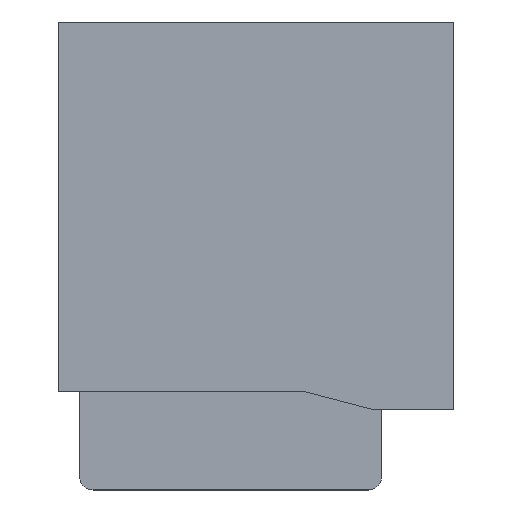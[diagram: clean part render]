
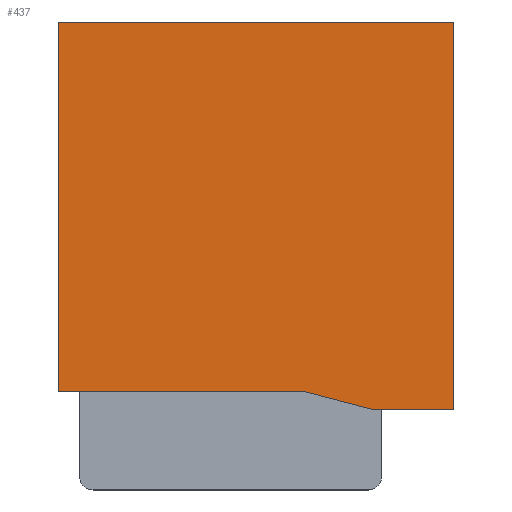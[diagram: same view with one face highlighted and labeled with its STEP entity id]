
A CAD part, top view. The second image highlights one B-rep face of the part: STEP entity #437.
In plain terms, the highlighted planar face has unit normal (0, 0, 1).
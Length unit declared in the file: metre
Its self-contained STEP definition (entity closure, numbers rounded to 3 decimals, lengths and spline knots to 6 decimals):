
#98=ORIENTED_EDGE('',*,*,#180,.F.);
#99=ORIENTED_EDGE('',*,*,#183,.T.);
#100=ORIENTED_EDGE('',*,*,#162,.T.);
#101=ORIENTED_EDGE('',*,*,#170,.F.);
#102=ORIENTED_EDGE('',*,*,#177,.F.);
#103=ORIENTED_EDGE('',*,*,#187,.F.);
#162=EDGE_CURVE('',#215,#214,#256,.T.);
#170=EDGE_CURVE('',#221,#214,#264,.T.);
#177=EDGE_CURVE('',#227,#221,#271,.T.);
#180=EDGE_CURVE('',#230,#231,#274,.T.);
#183=EDGE_CURVE('',#230,#215,#277,.T.);
#187=EDGE_CURVE('',#231,#227,#281,.T.);
#214=VERTEX_POINT('',#675);
#215=VERTEX_POINT('',#677);
#221=VERTEX_POINT('',#691);
#227=VERTEX_POINT('',#705);
#230=VERTEX_POINT('',#712);
#231=VERTEX_POINT('',#714);
#256=LINE('',#676,#306);
#264=LINE('',#692,#314);
#271=LINE('',#706,#321);
#274=LINE('',#713,#324);
#277=LINE('',#718,#327);
#281=LINE('',#724,#331);
#306=VECTOR('',#554,1.);
#314=VECTOR('',#564,1.);
#321=VECTOR('',#573,1.);
#324=VECTOR('',#578,1.);
#327=VECTOR('',#583,1.);
#331=VECTOR('',#591,1.);
#355=EDGE_LOOP('',(#98,#99,#100,#101,#102,#103));
#385=FACE_BOUND('',#355,.T.);
#413=PLANE('',#493);
#437=ADVANCED_FACE('',(#385),#413,.T.);
#493=AXIS2_PLACEMENT_3D('',#725,#592,#593);
#554=DIRECTION('',(1.,0.,0.));
#564=DIRECTION('',(-0.967,0.254,0.));
#573=DIRECTION('',(-1.,0.,0.));
#578=DIRECTION('',(1.,0.,0.));
#583=DIRECTION('',(0.,-1.,0.));
#591=DIRECTION('',(0.,-1.,0.));
#592=DIRECTION('',(0.,0.,1.));
#593=DIRECTION('',(1.,0.,0.));
#675=CARTESIAN_POINT('',(0.006676,-0.0033,0.0019));
#676=CARTESIAN_POINT('',(0.002115,-0.0033,0.0019));
#677=CARTESIAN_POINT('',(-0.002445,-0.0033,0.0019));
#691=CARTESIAN_POINT('',(0.009345,-0.004,0.0019));
#692=CARTESIAN_POINT('',(0.00801,-0.00365,0.0019));
#705=CARTESIAN_POINT('',(0.012345,-0.004,0.0019));
#706=CARTESIAN_POINT('',(0.010845,-0.004,0.0019));
#712=CARTESIAN_POINT('',(-0.002445,0.0105,0.0019));
#713=CARTESIAN_POINT('',(0.00495,0.0105,0.0019));
#714=CARTESIAN_POINT('',(0.012345,0.0105,0.0019));
#718=CARTESIAN_POINT('',(-0.002445,0.0036,0.0019));
#724=CARTESIAN_POINT('',(0.012345,0.00325,0.0019));
#725=CARTESIAN_POINT('',(0.00495,0.00325,0.0019));
